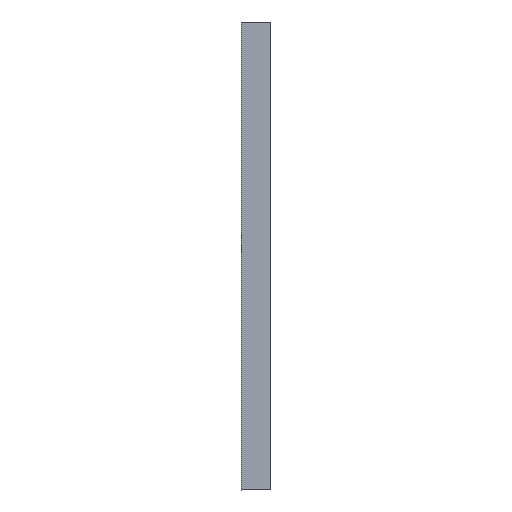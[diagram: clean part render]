
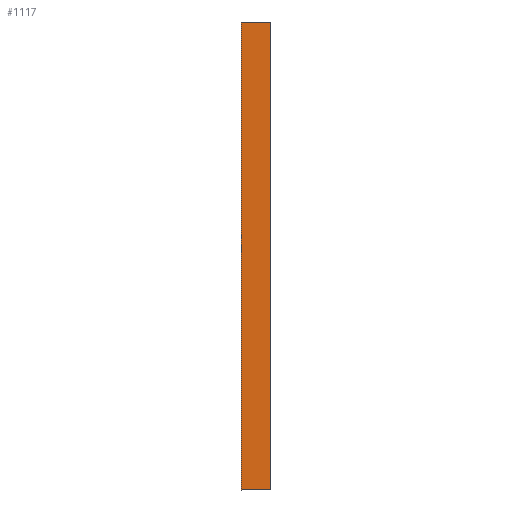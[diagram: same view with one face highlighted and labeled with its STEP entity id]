
A CAD part, left-side view. The second image highlights one B-rep face of the part: STEP entity #1117.
In plain terms, the highlighted planar face has unit normal (-1, 0, 0).
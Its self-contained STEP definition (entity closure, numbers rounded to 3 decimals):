
#88=FACE_OUTER_BOUND('',#151,.T.);
#151=EDGE_LOOP('',(#762,#763,#764,#765,#766,#767));
#221=LINE('',#1606,#341);
#243=LINE('',#1686,#363);
#244=LINE('',#1688,#364);
#245=LINE('',#1690,#365);
#246=LINE('',#1692,#366);
#247=LINE('',#1693,#367);
#341=VECTOR('',#1297,10.);
#363=VECTOR('',#1357,10.);
#364=VECTOR('',#1358,10.);
#365=VECTOR('',#1359,10.);
#366=VECTOR('',#1360,10.);
#367=VECTOR('',#1361,10.);
#460=VERTEX_POINT('',#1603);
#461=VERTEX_POINT('',#1605);
#500=VERTEX_POINT('',#1685);
#501=VERTEX_POINT('',#1687);
#502=VERTEX_POINT('',#1689);
#503=VERTEX_POINT('',#1691);
#565=EDGE_CURVE('',#460,#461,#221,.T.);
#605=EDGE_CURVE('',#500,#460,#243,.T.);
#606=EDGE_CURVE('',#501,#500,#244,.T.);
#607=EDGE_CURVE('',#502,#501,#245,.T.);
#608=EDGE_CURVE('',#503,#502,#246,.T.);
#609=EDGE_CURVE('',#461,#503,#247,.T.);
#762=ORIENTED_EDGE('',*,*,#605,.F.);
#763=ORIENTED_EDGE('',*,*,#606,.F.);
#764=ORIENTED_EDGE('',*,*,#607,.F.);
#765=ORIENTED_EDGE('',*,*,#608,.F.);
#766=ORIENTED_EDGE('',*,*,#609,.F.);
#767=ORIENTED_EDGE('',*,*,#565,.F.);
#1026=PLANE('',#1212);
#1117=ADVANCED_FACE('',(#88),#1026,.T.);
#1212=AXIS2_PLACEMENT_3D('',#1684,#1355,#1356);
#1297=DIRECTION('',(0.,0.,1.));
#1355=DIRECTION('center_axis',(-1.,0.,0.));
#1356=DIRECTION('ref_axis',(0.,0.,1.));
#1357=DIRECTION('',(0.,1.,0.));
#1358=DIRECTION('',(0.,1.,0.));
#1359=DIRECTION('',(0.,0.,-1.));
#1360=DIRECTION('',(0.,-1.,0.));
#1361=DIRECTION('',(0.,-1.,0.));
#1603=CARTESIAN_POINT('',(-50.611,1.5,-270.));
#1605=CARTESIAN_POINT('',(-50.611,1.5,0.));
#1606=CARTESIAN_POINT('',(-50.611,1.5,-135.));
#1684=CARTESIAN_POINT('Origin',(-50.611,16.789,-135.));
#1685=CARTESIAN_POINT('',(-50.611,-2.,-270.));
#1686=CARTESIAN_POINT('',(-50.611,10.52,-270.));
#1687=CARTESIAN_POINT('',(-50.611,-15.711,-270.));
#1688=CARTESIAN_POINT('',(-50.611,-15.711,-270.));
#1689=CARTESIAN_POINT('',(-50.611,-15.711,0.));
#1690=CARTESIAN_POINT('',(-50.611,-15.711,0.));
#1691=CARTESIAN_POINT('',(-50.611,-2.,0.));
#1692=CARTESIAN_POINT('',(-50.611,49.289,0.));
#1693=CARTESIAN_POINT('',(-50.611,7.395,0.));
